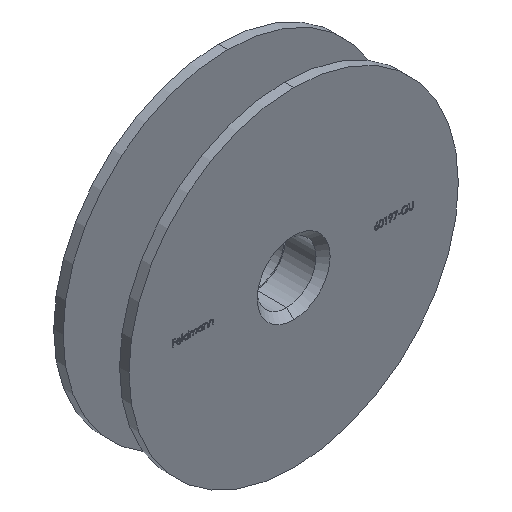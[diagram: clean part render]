
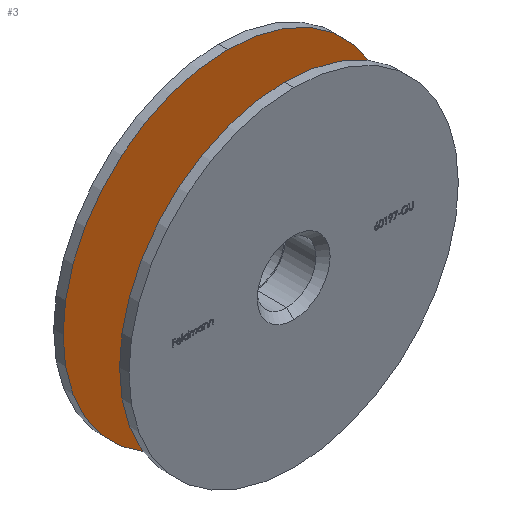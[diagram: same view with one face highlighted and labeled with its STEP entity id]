
A CAD part, isometric view. The second image highlights one B-rep face of the part: STEP entity #3.
In plain terms, the highlighted planar face has unit normal (0, -1, 0).
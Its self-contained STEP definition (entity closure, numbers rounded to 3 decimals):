
#3 = ADVANCED_FACE ( 'NONE', ( #587, #4618 ), #10122, .F. ) ;
#176 = CARTESIAN_POINT ( 'NONE',  ( 0., 0., 35. ) ) ;
#276 = AXIS2_PLACEMENT_3D ( 'NONE', #6997, #2285, #9012 ) ;
#587 = FACE_OUTER_BOUND ( 'NONE', #9927, .T. ) ;
#717 = DIRECTION ( 'NONE',  ( 0., 1., 0. ) ) ;
#755 = AXIS2_PLACEMENT_3D ( 'NONE', #2575, #717, #2524 ) ;
#835 = EDGE_CURVE ( 'NONE', #6874, #5980, #6517, .T. ) ;
#2285 = DIRECTION ( 'NONE',  ( 0., 1., 0. ) ) ;
#2470 = EDGE_CURVE ( 'NONE', #5980, #6874, #10274, .T. ) ;
#2523 = VERTEX_POINT ( 'NONE', #10418 ) ;
#2524 = DIRECTION ( 'NONE',  ( 0., 0., 1. ) ) ;
#2532 = EDGE_CURVE ( 'NONE', #2523, #6496, #7855, .T. ) ;
#2575 = CARTESIAN_POINT ( 'NONE',  ( 0., 0., 0. ) ) ;
#2930 = CARTESIAN_POINT ( 'NONE',  ( 0., 0., 6. ) ) ;
#3288 = AXIS2_PLACEMENT_3D ( 'NONE', #9547, #10417, #3787 ) ;
#3415 = ORIENTED_EDGE ( 'NONE', *, *, #10234, .T. ) ;
#3455 = ORIENTED_EDGE ( 'NONE', *, *, #835, .F. ) ;
#3708 = DIRECTION ( 'NONE',  ( 0., 0., 1. ) ) ;
#3752 = CARTESIAN_POINT ( 'NONE',  ( 0., 0., 0. ) ) ;
#3787 = DIRECTION ( 'NONE',  ( 0., 0., 1. ) ) ;
#4040 = AXIS2_PLACEMENT_3D ( 'NONE', #9569, #5680, #8603 ) ;
#4512 = ORIENTED_EDGE ( 'NONE', *, *, #2532, .T. ) ;
#4618 = FACE_BOUND ( 'NONE', #11766, .T. ) ;
#5680 = DIRECTION ( 'NONE',  ( 0., 1., 0. ) ) ;
#5980 = VERTEX_POINT ( 'NONE', #8118 ) ;
#6069 = AXIS2_PLACEMENT_3D ( 'NONE', #3752, #12342, #3708 ) ;
#6496 = VERTEX_POINT ( 'NONE', #2930 ) ;
#6517 = CIRCLE ( 'NONE', #276, 35. ) ;
#6874 = VERTEX_POINT ( 'NONE', #176 ) ;
#6997 = CARTESIAN_POINT ( 'NONE',  ( 0., 0., 0. ) ) ;
#7855 = CIRCLE ( 'NONE', #3288, 6. ) ;
#8118 = CARTESIAN_POINT ( 'NONE',  ( 0., 0., -35. ) ) ;
#8603 = DIRECTION ( 'NONE',  ( 0., 0., 1. ) ) ;
#9012 = DIRECTION ( 'NONE',  ( 0., 0., 1. ) ) ;
#9547 = CARTESIAN_POINT ( 'NONE',  ( 0., 0., 0. ) ) ;
#9569 = CARTESIAN_POINT ( 'NONE',  ( 0., 0., 0. ) ) ;
#9579 = CIRCLE ( 'NONE', #4040, 6. ) ;
#9718 = ORIENTED_EDGE ( 'NONE', *, *, #2470, .F. ) ;
#9927 = EDGE_LOOP ( 'NONE', ( #9718, #3455 ) ) ;
#10122 = PLANE ( 'NONE',  #755 ) ;
#10234 = EDGE_CURVE ( 'NONE', #6496, #2523, #9579, .T. ) ;
#10274 = CIRCLE ( 'NONE', #6069, 35. ) ;
#10417 = DIRECTION ( 'NONE',  ( 0., 1., 0. ) ) ;
#10418 = CARTESIAN_POINT ( 'NONE',  ( 0., 0., -6. ) ) ;
#11766 = EDGE_LOOP ( 'NONE', ( #4512, #3415 ) ) ;
#12342 = DIRECTION ( 'NONE',  ( 0., 1., 0. ) ) ;
